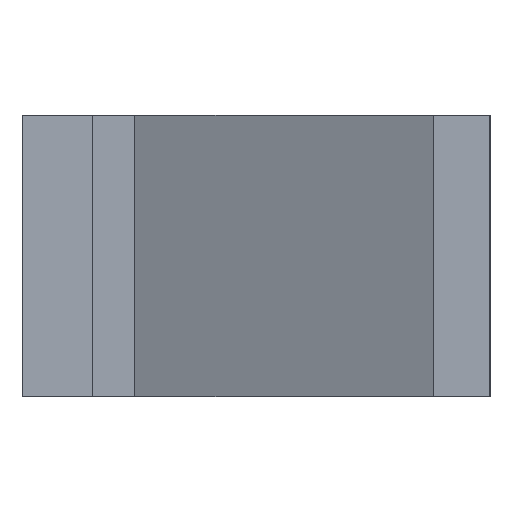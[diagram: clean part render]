
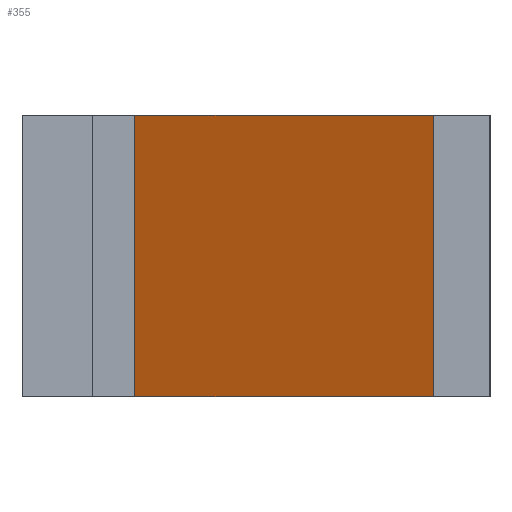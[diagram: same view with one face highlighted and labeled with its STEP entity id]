
A CAD part, left-side view. The second image highlights one B-rep face of the part: STEP entity #355.
In plain terms, the highlighted planar face has unit normal (-0.904, 0.427, 0).
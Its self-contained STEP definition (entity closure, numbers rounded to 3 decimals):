
#34=FACE_OUTER_BOUND('',#54,.T.);
#54=EDGE_LOOP('',(#263,#264,#265,#266));
#77=LINE('',#519,#119);
#87=LINE('',#549,#129);
#90=LINE('',#555,#132);
#91=LINE('',#556,#133);
#119=VECTOR('',#418,10.);
#129=VECTOR('',#446,10.);
#132=VECTOR('',#451,10.);
#133=VECTOR('',#452,10.);
#161=VERTEX_POINT('',#516);
#162=VERTEX_POINT('',#518);
#173=VERTEX_POINT('',#548);
#175=VERTEX_POINT('',#554);
#193=EDGE_CURVE('',#161,#162,#77,.T.);
#207=EDGE_CURVE('',#173,#162,#87,.T.);
#210=EDGE_CURVE('',#175,#161,#90,.T.);
#211=EDGE_CURVE('',#173,#175,#91,.T.);
#263=ORIENTED_EDGE('',*,*,#210,.F.);
#264=ORIENTED_EDGE('',*,*,#211,.F.);
#265=ORIENTED_EDGE('',*,*,#207,.T.);
#266=ORIENTED_EDGE('',*,*,#193,.F.);
#336=PLANE('',#393);
#355=ADVANCED_FACE('',(#34),#336,.T.);
#393=AXIS2_PLACEMENT_3D('',#553,#449,#450);
#418=DIRECTION('',(-0.427,-0.904,0.));
#446=DIRECTION('',(0.,0.,1.));
#449=DIRECTION('center_axis',(-0.904,0.427,0.));
#450=DIRECTION('ref_axis',(0.427,0.904,0.));
#451=DIRECTION('',(0.,0.,1.));
#452=DIRECTION('',(0.427,0.904,0.));
#516=CARTESIAN_POINT('',(-171.643,-155.637,16.5));
#518=CARTESIAN_POINT('',(-181.643,-176.837,16.5));
#519=CARTESIAN_POINT('',(-171.643,-155.637,16.5));
#548=CARTESIAN_POINT('',(-181.643,-176.837,-3.5));
#549=CARTESIAN_POINT('',(-181.643,-176.837,0.5));
#553=CARTESIAN_POINT('Origin',(-181.643,-176.837,0.5));
#554=CARTESIAN_POINT('',(-171.643,-155.637,-3.5));
#555=CARTESIAN_POINT('',(-171.643,-155.637,0.5));
#556=CARTESIAN_POINT('',(-181.643,-176.837,-3.5));
